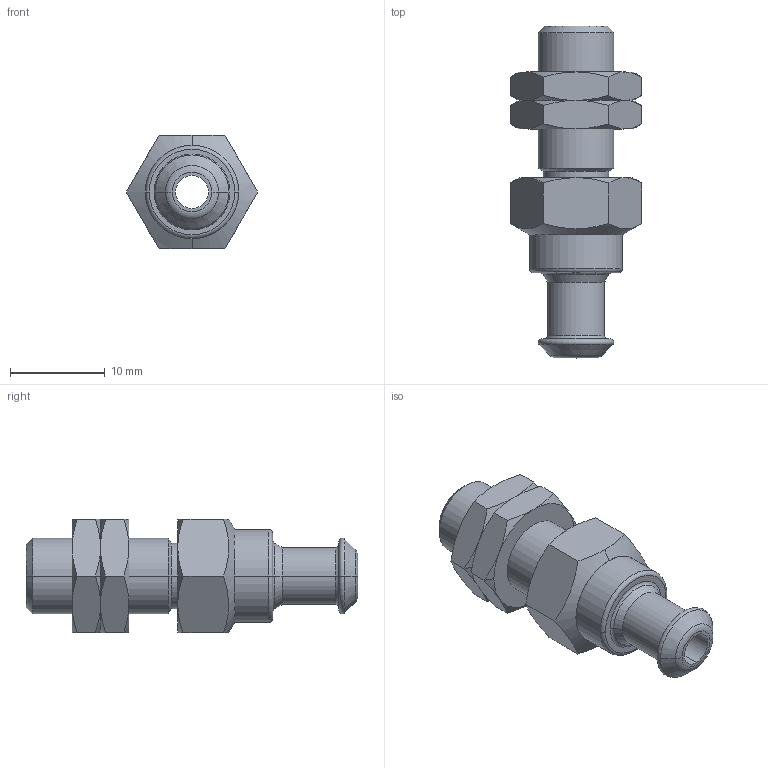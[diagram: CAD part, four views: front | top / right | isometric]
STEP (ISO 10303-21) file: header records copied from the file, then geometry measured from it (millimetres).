
FILE_DESCRIPTION (( 'STEP AP214' ), '1' );
FILE_NAME ('ZPT3-A8.STEP', '2018-05-24T04:43:26', ( 'SONIC' ), ( 'UNITCOM PC' ), 'SwSTEP 2.0', 'SolidWorks 2015', '' );
FILE_SCHEMA (( 'AUTOMOTIVE_DESIGN' ));
Length unit declared in the file: millimetre
Products named in the file (3): ZPT3-A8_Nut; ZPT3-A8
Assembly tree (3 placements, depth 2):
  ZPT3-A8
    ZPT3-A8
    ZPT3-A8_Nut  x2
Bounding box: 13.86 x 35 x 12 mm (x, y, z)
Volume: 2195.4 mm3; surface area: 2218.6 mm2
Topology: 3 solids, 3 shells, 96 faces, 206 edges, 120 vertices
Faces by surface type: cone 44, plane 28, cylinder 14, torus 10
Entity records: 2202 total; most frequent: CARTESIAN_POINT 558, DIRECTION 340, ORIENTED_EDGE 308, EDGE_CURVE 154, AXIS2_PLACEMENT_3D 152, VERTEX_POINT 90, EDGE_LOOP 80, CIRCLE 74
